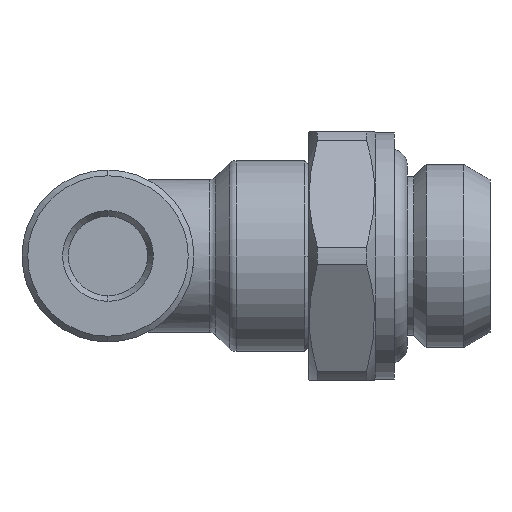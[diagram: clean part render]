
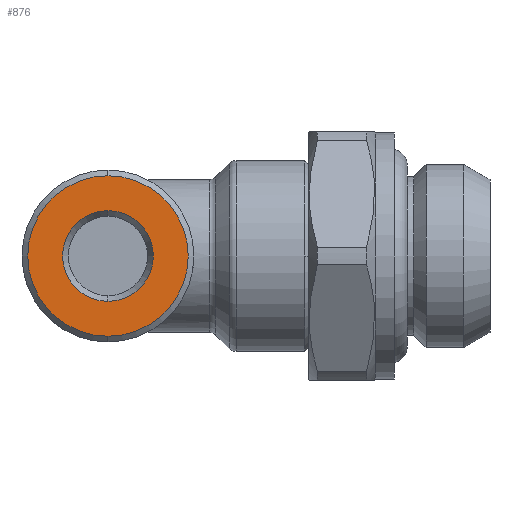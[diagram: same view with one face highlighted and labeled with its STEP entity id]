
A CAD part, left-side view. The second image highlights one B-rep face of the part: STEP entity #876.
In plain terms, the highlighted planar face has unit normal (-1, 0, 0).
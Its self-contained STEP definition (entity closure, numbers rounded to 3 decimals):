
#319 = VERTEX_POINT ( 'NONE', #1739 ) ;
#326 = VERTEX_POINT ( 'NONE', #1777 ) ;
#404 = EDGE_CURVE ( 'NONE', #319, #326, #1871, .T. ) ;
#557 = VERTEX_POINT ( 'NONE', #2751 ) ;
#599 = VERTEX_POINT ( 'NONE', #2831 ) ;
#621 = EDGE_CURVE ( 'NONE', #599, #557, #2915, .T. ) ;
#875 = ORIENTED_EDGE ( 'NONE', *, *, #903, .T. ) ;
#876 = ADVANCED_FACE ( 'NONE', ( #3395, #3394 ), #3398, .T. ) ;
#900 = ORIENTED_EDGE ( 'NONE', *, *, #905, .F. ) ;
#901 = EDGE_LOOP ( 'NONE', ( #906, #875 ) ) ;
#902 = ORIENTED_EDGE ( 'NONE', *, *, #404, .F. ) ;
#903 = EDGE_CURVE ( 'NONE', #557, #599, #3848, .T. ) ;
#904 = EDGE_LOOP ( 'NONE', ( #902, #900 ) ) ;
#905 = EDGE_CURVE ( 'NONE', #326, #319, #3843, .T. ) ;
#906 = ORIENTED_EDGE ( 'NONE', *, *, #621, .T. ) ;
#1739 = CARTESIAN_POINT ( 'NONE',  ( -17.603, 0., -4.2 ) ) ;
#1777 = CARTESIAN_POINT ( 'NONE',  ( -17.603, 0., 4.2 ) ) ;
#1862 = DIRECTION ( 'NONE',  ( 0., 0., -1. ) ) ;
#1863 = DIRECTION ( 'NONE',  ( 1., 0., 0. ) ) ;
#1864 = CARTESIAN_POINT ( 'NONE',  ( -17.603, 0., 0. ) ) ;
#1865 = AXIS2_PLACEMENT_3D ( 'NONE', #1864, #1863, #1862 ) ;
#1871 = CIRCLE ( 'NONE', #1865, 4.2 ) ;
#2751 = CARTESIAN_POINT ( 'NONE',  ( -17.603, 0., -2.375 ) ) ;
#2831 = CARTESIAN_POINT ( 'NONE',  ( -17.603, 0., 2.375 ) ) ;
#2911 = DIRECTION ( 'NONE',  ( 0., 0., -1. ) ) ;
#2912 = DIRECTION ( 'NONE',  ( 1., 0., 0. ) ) ;
#2913 = CARTESIAN_POINT ( 'NONE',  ( -17.603, 0., 0. ) ) ;
#2914 = AXIS2_PLACEMENT_3D ( 'NONE', #2913, #2912, #2911 ) ;
#2915 = CIRCLE ( 'NONE', #2914, 2.375 ) ;
#3392 = AXIS2_PLACEMENT_3D ( 'NONE', #3393, #3411, #3410 ) ;
#3393 = CARTESIAN_POINT ( 'NONE',  ( -17.603, 0., 0. ) ) ;
#3394 = FACE_OUTER_BOUND ( 'NONE', #904, .T. ) ;
#3395 = FACE_BOUND ( 'NONE', #901, .T. ) ;
#3398 = PLANE ( 'NONE',  #3392 ) ;
#3410 = DIRECTION ( 'NONE',  ( 0., 0., 1. ) ) ;
#3411 = DIRECTION ( 'NONE',  ( -1., 0., 0. ) ) ;
#3840 = DIRECTION ( 'NONE',  ( 0., 0., -1. ) ) ;
#3841 = DIRECTION ( 'NONE',  ( 1., 0., 0. ) ) ;
#3842 = AXIS2_PLACEMENT_3D ( 'NONE', #3850, #3841, #3840 ) ;
#3843 = CIRCLE ( 'NONE', #3842, 4.2 ) ;
#3845 = DIRECTION ( 'NONE',  ( 0., 0., -1. ) ) ;
#3846 = DIRECTION ( 'NONE',  ( 1., 0., 0. ) ) ;
#3847 = AXIS2_PLACEMENT_3D ( 'NONE', #3849, #3846, #3845 ) ;
#3848 = CIRCLE ( 'NONE', #3847, 2.375 ) ;
#3849 = CARTESIAN_POINT ( 'NONE',  ( -17.603, 0., 0. ) ) ;
#3850 = CARTESIAN_POINT ( 'NONE',  ( -17.603, 0., 0. ) ) ;
